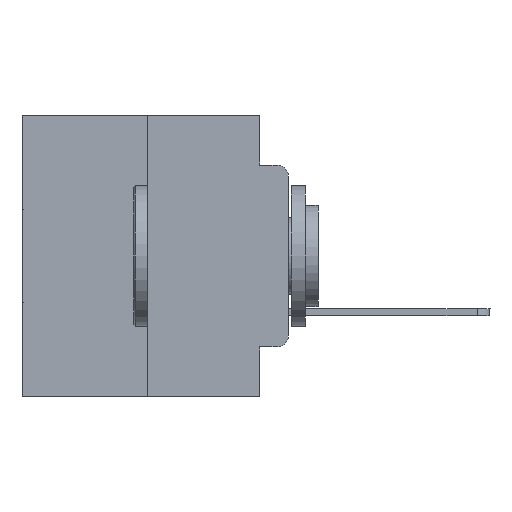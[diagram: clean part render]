
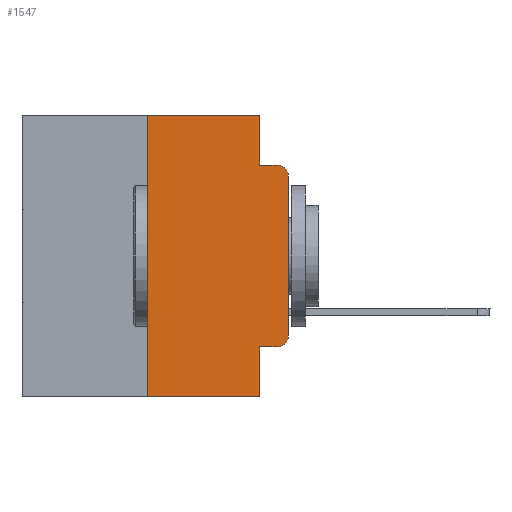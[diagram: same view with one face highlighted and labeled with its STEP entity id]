
A CAD part, left-side view. The second image highlights one B-rep face of the part: STEP entity #1547.
In plain terms, the highlighted planar face has unit normal (-1, 0, 0).
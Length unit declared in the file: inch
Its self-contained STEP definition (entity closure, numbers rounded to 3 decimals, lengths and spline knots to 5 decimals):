
#150 = CIRCLE ( 'NONE', #17951, 0.02 ) ;
#151 = LINE ( 'NONE', #20524, #25166 ) ;
#166 = VECTOR ( 'NONE', #1061, 39.37008 ) ;
#326 = EDGE_CURVE ( 'NONE', #7785, #2132, #1620, .T. ) ;
#347 = VECTOR ( 'NONE', #5153, 39.37008 ) ;
#969 = CARTESIAN_POINT ( 'NONE',  ( 0., 0.25, -0.5 ) ) ;
#1061 = DIRECTION ( 'NONE',  ( 0., -1., 0. ) ) ;
#1271 = CARTESIAN_POINT ( 'NONE',  ( 0., 0.02, -0.1085 ) ) ;
#1530 = DIRECTION ( 'NONE',  ( 0., 0., 1. ) ) ;
#1547 = ADVANCED_FACE ( 'NONE', ( #22893 ), #22751, .F. ) ;
#1620 = CIRCLE ( 'NONE', #10578, 0.02 ) ;
#1716 = DIRECTION ( 'NONE',  ( 0., 0., -1. ) ) ;
#1984 = VERTEX_POINT ( 'NONE', #4137 ) ;
#2132 = VERTEX_POINT ( 'NONE', #20248 ) ;
#3100 = LINE ( 'NONE', #18776, #3949 ) ;
#3949 = VECTOR ( 'NONE', #6133, 39.37008 ) ;
#4137 = CARTESIAN_POINT ( 'NONE',  ( 0., 0.051, 0. ) ) ;
#4869 = EDGE_CURVE ( 'NONE', #2132, #19211, #151, .T. ) ;
#5153 = DIRECTION ( 'NONE',  ( 0., -1., 0. ) ) ;
#5425 = DIRECTION ( 'NONE',  ( 0., 0., 1. ) ) ;
#6133 = DIRECTION ( 'NONE',  ( 0., 0., -1. ) ) ;
#6730 = CARTESIAN_POINT ( 'NONE',  ( 0., 0.051, -0.0885 ) ) ;
#6738 = CARTESIAN_POINT ( 'NONE',  ( 0., 0.051, -0.4115 ) ) ;
#6777 = CARTESIAN_POINT ( 'NONE',  ( 0., 0.02, -0.4115 ) ) ;
#6830 = EDGE_CURVE ( 'NONE', #19211, #16629, #150, .T. ) ;
#7241 = EDGE_CURVE ( 'NONE', #19498, #10352, #21605, .T. ) ;
#7785 = VERTEX_POINT ( 'NONE', #6777 ) ;
#7901 = CARTESIAN_POINT ( 'NONE',  ( 0., 0.473, -0.5 ) ) ;
#8087 = EDGE_CURVE ( 'NONE', #17677, #19714, #3100, .T. ) ;
#9219 = ORIENTED_EDGE ( 'NONE', *, *, #28920, .F. ) ;
#9524 = VECTOR ( 'NONE', #1530, 39.37008 ) ;
#9671 = DIRECTION ( 'NONE',  ( -1., 0., 0. ) ) ;
#9982 = EDGE_CURVE ( 'NONE', #18078, #16629, #28984, .T. ) ;
#10219 = DIRECTION ( 'NONE',  ( -1., 0., 0. ) ) ;
#10352 = VERTEX_POINT ( 'NONE', #23786 ) ;
#10391 = ORIENTED_EDGE ( 'NONE', *, *, #6830, .T. ) ;
#10578 = AXIS2_PLACEMENT_3D ( 'NONE', #14218, #9671, #20378 ) ;
#11123 = DIRECTION ( 'NONE',  ( 0., -1., 0. ) ) ;
#11548 = VECTOR ( 'NONE', #11123, 39.37008 ) ;
#11637 = DIRECTION ( 'NONE',  ( 0., 0., -1. ) ) ;
#12068 = CARTESIAN_POINT ( 'NONE',  ( 0., 0.473, 0. ) ) ;
#12292 = EDGE_CURVE ( 'NONE', #19498, #19714, #16443, .T. ) ;
#12763 = EDGE_LOOP ( 'NONE', ( #17821, #10391, #27360, #13275, #9219, #23860, #18324, #25104, #28129, #20345 ) ) ;
#13275 = ORIENTED_EDGE ( 'NONE', *, *, #24664, .F. ) ;
#14218 = CARTESIAN_POINT ( 'NONE',  ( 0., 0.02, -0.3915 ) ) ;
#14232 = DIRECTION ( 'NONE',  ( 0., -1., 0. ) ) ;
#15886 = CARTESIAN_POINT ( 'NONE',  ( 0., 0.473, 0. ) ) ;
#16443 = LINE ( 'NONE', #7901, #347 ) ;
#16629 = VERTEX_POINT ( 'NONE', #22876 ) ;
#17677 = VERTEX_POINT ( 'NONE', #6738 ) ;
#17821 = ORIENTED_EDGE ( 'NONE', *, *, #4869, .T. ) ;
#17951 = AXIS2_PLACEMENT_3D ( 'NONE', #1271, #10219, #19156 ) ;
#18078 = VERTEX_POINT ( 'NONE', #20863 ) ;
#18324 = ORIENTED_EDGE ( 'NONE', *, *, #12292, .T. ) ;
#18776 = CARTESIAN_POINT ( 'NONE',  ( 0., 0.051, 0. ) ) ;
#19156 = DIRECTION ( 'NONE',  ( 0., 0., -1. ) ) ;
#19211 = VERTEX_POINT ( 'NONE', #19307 ) ;
#19307 = CARTESIAN_POINT ( 'NONE',  ( 0., 0., -0.1085 ) ) ;
#19498 = VERTEX_POINT ( 'NONE', #969 ) ;
#19714 = VERTEX_POINT ( 'NONE', #20261 ) ;
#20248 = CARTESIAN_POINT ( 'NONE',  ( 0., 0., -0.3915 ) ) ;
#20261 = CARTESIAN_POINT ( 'NONE',  ( 0., 0.051, -0.5 ) ) ;
#20345 = ORIENTED_EDGE ( 'NONE', *, *, #326, .T. ) ;
#20378 = DIRECTION ( 'NONE',  ( 0., 0., -1. ) ) ;
#20524 = CARTESIAN_POINT ( 'NONE',  ( 0., 0., 0. ) ) ;
#20863 = CARTESIAN_POINT ( 'NONE',  ( 0., 0.051, -0.0885 ) ) ;
#21275 = LINE ( 'NONE', #12068, #166 ) ;
#21605 = LINE ( 'NONE', #23649, #9524 ) ;
#21639 = CARTESIAN_POINT ( 'NONE',  ( 0., 0.051, 0. ) ) ;
#22321 = DIRECTION ( 'NONE',  ( 1., 0., 0. ) ) ;
#22426 = VECTOR ( 'NONE', #1716, 39.37008 ) ;
#22751 = PLANE ( 'NONE',  #22991 ) ;
#22876 = CARTESIAN_POINT ( 'NONE',  ( 0., 0.02, -0.0885 ) ) ;
#22893 = FACE_OUTER_BOUND ( 'NONE', #12763, .T. ) ;
#22991 = AXIS2_PLACEMENT_3D ( 'NONE', #15886, #22321, #11637 ) ;
#23649 = CARTESIAN_POINT ( 'NONE',  ( 0., 0.25, 0. ) ) ;
#23786 = CARTESIAN_POINT ( 'NONE',  ( 0., 0.25, 0. ) ) ;
#23860 = ORIENTED_EDGE ( 'NONE', *, *, #7241, .F. ) ;
#24231 = EDGE_CURVE ( 'NONE', #17677, #7785, #25349, .T. ) ;
#24664 = EDGE_CURVE ( 'NONE', #1984, #18078, #25743, .T. ) ;
#25104 = ORIENTED_EDGE ( 'NONE', *, *, #8087, .F. ) ;
#25166 = VECTOR ( 'NONE', #5425, 39.37008 ) ;
#25349 = LINE ( 'NONE', #25628, #28942 ) ;
#25628 = CARTESIAN_POINT ( 'NONE',  ( 0., 0.051, -0.4115 ) ) ;
#25743 = LINE ( 'NONE', #21639, #22426 ) ;
#27360 = ORIENTED_EDGE ( 'NONE', *, *, #9982, .F. ) ;
#28129 = ORIENTED_EDGE ( 'NONE', *, *, #24231, .T. ) ;
#28920 = EDGE_CURVE ( 'NONE', #10352, #1984, #21275, .T. ) ;
#28942 = VECTOR ( 'NONE', #14232, 39.37008 ) ;
#28984 = LINE ( 'NONE', #6730, #11548 ) ;
